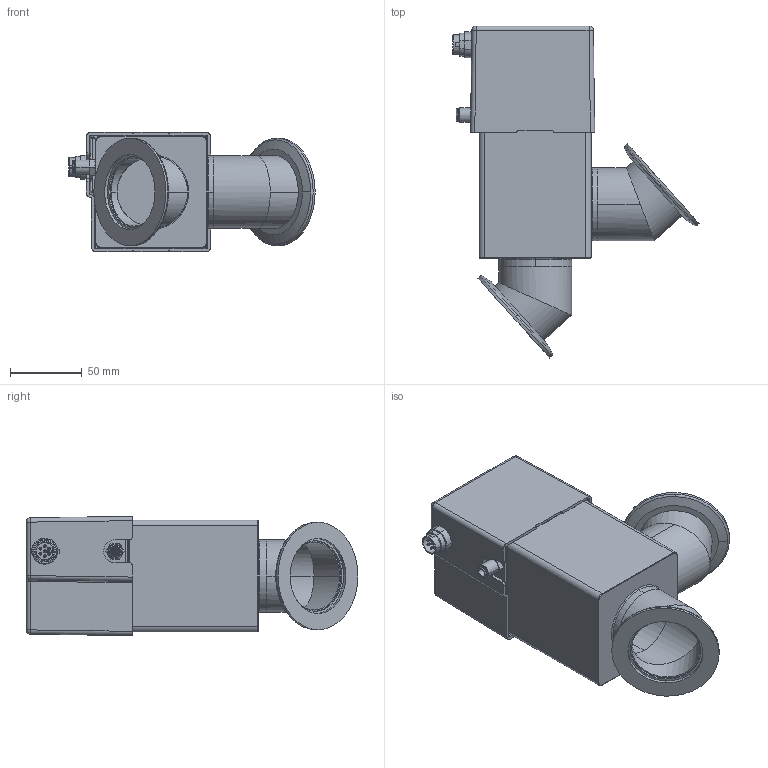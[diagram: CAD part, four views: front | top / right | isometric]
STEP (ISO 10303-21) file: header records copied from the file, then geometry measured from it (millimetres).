
FILE_DESCRIPTION (( 'STEP AP214' ), '1' );
FILE_NAME ('PAIV-S05130 SHELLED.STEP', '2025-12-04T17:34:34', ( '' ), ( '' ), 'SwSTEP 2.0', 'SolidWorks 2023', '' );
FILE_SCHEMA (( 'AUTOMOTIVE_DESIGN' ));
Length unit declared in the file: millimetre
Products named in the file (16): 39-01024_SHELLED; 35-01479; 2000256478; 37-00109; 2000240559_SHELLED; 2000204261_NW50; 2000195047_FOR ASSEMBLY; 2000194032_SHELLED; 35-01475_SHELLED; 2000256717; 29-00062_5225K506; NW-50B-200; 22-00050; PAIV-S05130 SHELLED; 2000256472; 36-00437_extended
Assembly tree (16 placements, depth 4):
  PAIV-S05130 SHELLED
    2000256472
      2000204261_NW50
      NW-50B-200  x2
      2000256478
      2000256717
    2000240559_SHELLED
      39-01024_SHELLED
        35-01475_SHELLED
        36-00437_extended
        35-01479
      2000194032_SHELLED
      29-00062_5225K506
      37-00109
      2000195047_FOR ASSEMBLY
        22-00050
Bounding box: 171.62 x 231.26 x 83.1 mm (x, y, z)
Volume: 481072.8 mm3; surface area: 319286.8 mm2
Topology: 12 solids, 15 shells, 1123 faces, 2654 edges, 1631 vertices
Faces by surface type: plane 317, cylinder 278, torus 248, cone 164, bspline 101, sphere 15
Entity records: 45536 total; most frequent: CARTESIAN_POINT 20735, ORIENTED_EDGE 5136, DIRECTION 4972, EDGE_CURVE 2575, AXIS2_PLACEMENT_3D 2059, VERTEX_POINT 1607, EDGE_LOOP 1281, ADVANCED_FACE 1107
